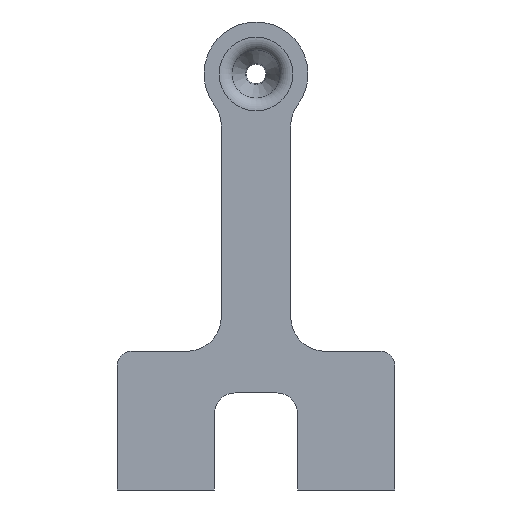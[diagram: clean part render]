
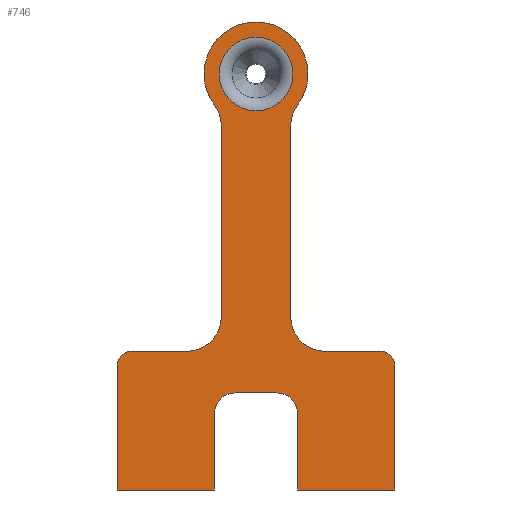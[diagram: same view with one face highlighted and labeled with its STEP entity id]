
A CAD part, front view. The second image highlights one B-rep face of the part: STEP entity #746.
In plain terms, the highlighted planar face has unit normal (0, -1, 0).
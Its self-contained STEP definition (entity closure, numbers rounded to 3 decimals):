
#22=FACE_BOUND('',#98,.T.);
#31=PLANE('',#815);
#53=FACE_OUTER_BOUND('',#97,.T.);
#97=EDGE_LOOP('',(#539,#540,#541,#542,#543,#544,#545,#546,#547,#548,#549,
#550,#551,#552,#553,#554,#555,#556,#557,#558));
#98=EDGE_LOOP('',(#559));
#145=LINE('',#1145,#211);
#158=LINE('',#1192,#224);
#160=LINE('',#1196,#226);
#161=LINE('',#1198,#227);
#162=LINE('',#1202,#228);
#163=LINE('',#1206,#229);
#164=LINE('',#1207,#230);
#165=LINE('',#1209,#231);
#166=LINE('',#1213,#232);
#167=LINE('',#1221,#233);
#168=LINE('',#1224,#234);
#211=VECTOR('',#900,10.);
#224=VECTOR('',#939,10.);
#226=VECTOR('',#943,10.);
#227=VECTOR('',#944,10.);
#228=VECTOR('',#947,10.);
#229=VECTOR('',#950,10.);
#230=VECTOR('',#951,10.);
#231=VECTOR('',#952,10.);
#232=VECTOR('',#955,10.);
#233=VECTOR('',#962,10.);
#234=VECTOR('',#965,10.);
#273=CIRCLE('',#799,2.);
#284=CIRCLE('',#813,2.);
#285=CIRCLE('',#816,3.);
#286=CIRCLE('',#817,3.);
#287=CIRCLE('',#818,5.);
#288=CIRCLE('',#819,5.);
#289=CIRCLE('',#820,7.5);
#290=CIRCLE('',#821,5.);
#291=CIRCLE('',#822,5.);
#292=CIRCLE('',#823,5.313);
#318=VERTEX_POINT('',#1132);
#319=VERTEX_POINT('',#1133);
#323=VERTEX_POINT('',#1143);
#342=VERTEX_POINT('',#1185);
#343=VERTEX_POINT('',#1187);
#344=VERTEX_POINT('',#1191);
#345=VERTEX_POINT('',#1195);
#346=VERTEX_POINT('',#1197);
#347=VERTEX_POINT('',#1199);
#348=VERTEX_POINT('',#1201);
#349=VERTEX_POINT('',#1203);
#350=VERTEX_POINT('',#1205);
#351=VERTEX_POINT('',#1208);
#352=VERTEX_POINT('',#1210);
#353=VERTEX_POINT('',#1212);
#354=VERTEX_POINT('',#1214);
#355=VERTEX_POINT('',#1216);
#356=VERTEX_POINT('',#1218);
#357=VERTEX_POINT('',#1220);
#358=VERTEX_POINT('',#1222);
#359=VERTEX_POINT('',#1225);
#391=EDGE_CURVE('',#318,#319,#273,.T.);
#397=EDGE_CURVE('',#323,#318,#145,.F.);
#418=EDGE_CURVE('',#342,#343,#284,.T.);
#420=EDGE_CURVE('',#343,#344,#158,.F.);
#422=EDGE_CURVE('',#345,#323,#160,.T.);
#423=EDGE_CURVE('',#345,#346,#161,.T.);
#424=EDGE_CURVE('',#347,#346,#285,.T.);
#425=EDGE_CURVE('',#347,#348,#162,.T.);
#426=EDGE_CURVE('',#349,#348,#286,.T.);
#427=EDGE_CURVE('',#349,#350,#163,.T.);
#428=EDGE_CURVE('',#344,#350,#164,.T.);
#429=EDGE_CURVE('',#351,#342,#165,.T.);
#430=EDGE_CURVE('',#352,#351,#287,.T.);
#431=EDGE_CURVE('',#353,#352,#166,.T.);
#432=EDGE_CURVE('',#354,#353,#288,.T.);
#433=EDGE_CURVE('',#355,#354,#289,.T.);
#434=EDGE_CURVE('',#356,#355,#290,.T.);
#435=EDGE_CURVE('',#357,#356,#167,.T.);
#436=EDGE_CURVE('',#358,#357,#291,.T.);
#437=EDGE_CURVE('',#319,#358,#168,.T.);
#438=EDGE_CURVE('',#359,#359,#292,.T.);
#539=ORIENTED_EDGE('',*,*,#391,.F.);
#540=ORIENTED_EDGE('',*,*,#397,.F.);
#541=ORIENTED_EDGE('',*,*,#422,.F.);
#542=ORIENTED_EDGE('',*,*,#423,.T.);
#543=ORIENTED_EDGE('',*,*,#424,.F.);
#544=ORIENTED_EDGE('',*,*,#425,.T.);
#545=ORIENTED_EDGE('',*,*,#426,.F.);
#546=ORIENTED_EDGE('',*,*,#427,.T.);
#547=ORIENTED_EDGE('',*,*,#428,.F.);
#548=ORIENTED_EDGE('',*,*,#420,.F.);
#549=ORIENTED_EDGE('',*,*,#418,.F.);
#550=ORIENTED_EDGE('',*,*,#429,.F.);
#551=ORIENTED_EDGE('',*,*,#430,.F.);
#552=ORIENTED_EDGE('',*,*,#431,.F.);
#553=ORIENTED_EDGE('',*,*,#432,.F.);
#554=ORIENTED_EDGE('',*,*,#433,.F.);
#555=ORIENTED_EDGE('',*,*,#434,.F.);
#556=ORIENTED_EDGE('',*,*,#435,.F.);
#557=ORIENTED_EDGE('',*,*,#436,.F.);
#558=ORIENTED_EDGE('',*,*,#437,.F.);
#559=ORIENTED_EDGE('',*,*,#438,.F.);
#746=ADVANCED_FACE('',(#53,#22),#31,.F.);
#799=AXIS2_PLACEMENT_3D('',#1134,#890,#891);
#813=AXIS2_PLACEMENT_3D('',#1188,#934,#935);
#815=AXIS2_PLACEMENT_3D('',#1194,#941,#942);
#816=AXIS2_PLACEMENT_3D('',#1200,#945,#946);
#817=AXIS2_PLACEMENT_3D('',#1204,#948,#949);
#818=AXIS2_PLACEMENT_3D('',#1211,#953,#954);
#819=AXIS2_PLACEMENT_3D('',#1215,#956,#957);
#820=AXIS2_PLACEMENT_3D('',#1217,#958,#959);
#821=AXIS2_PLACEMENT_3D('',#1219,#960,#961);
#822=AXIS2_PLACEMENT_3D('',#1223,#963,#964);
#823=AXIS2_PLACEMENT_3D('',#1226,#966,#967);
#890=DIRECTION('center_axis',(0.,1.,0.));
#891=DIRECTION('ref_axis',(-0.707,0.,0.707));
#900=DIRECTION('',(0.,0.,-1.));
#934=DIRECTION('center_axis',(0.,1.,0.));
#935=DIRECTION('ref_axis',(0.707,0.,0.707));
#939=DIRECTION('',(0.,0.,1.));
#941=DIRECTION('center_axis',(0.,1.,0.));
#942=DIRECTION('ref_axis',(1.,0.,0.));
#943=DIRECTION('',(-1.,0.,0.));
#944=DIRECTION('',(0.,0.,1.));
#945=DIRECTION('center_axis',(0.,-1.,0.));
#946=DIRECTION('ref_axis',(-0.707,0.,0.707));
#947=DIRECTION('',(1.,0.,0.));
#948=DIRECTION('center_axis',(0.,-1.,0.));
#949=DIRECTION('ref_axis',(0.707,0.,0.707));
#950=DIRECTION('',(0.,0.,-1.));
#951=DIRECTION('',(-1.,0.,0.));
#952=DIRECTION('',(1.,0.,0.));
#953=DIRECTION('center_axis',(0.,-1.,0.));
#954=DIRECTION('ref_axis',(-0.707,0.,-0.707));
#955=DIRECTION('',(0.,0.,-1.));
#956=DIRECTION('center_axis',(0.,-1.,0.));
#957=DIRECTION('ref_axis',(-0.949,0.,0.316));
#958=DIRECTION('center_axis',(0.,1.,0.));
#959=DIRECTION('ref_axis',(1.,0.,0.));
#960=DIRECTION('center_axis',(0.,-1.,0.));
#961=DIRECTION('ref_axis',(0.949,0.,0.316));
#962=DIRECTION('',(0.,0.,1.));
#963=DIRECTION('center_axis',(0.,-1.,0.));
#964=DIRECTION('ref_axis',(0.707,0.,-0.707));
#965=DIRECTION('',(1.,0.,0.));
#966=DIRECTION('center_axis',(0.,-1.,0.));
#967=DIRECTION('ref_axis',(1.,0.,0.));
#1132=CARTESIAN_POINT('',(-20.,0.,18.));
#1133=CARTESIAN_POINT('',(-18.,0.,20.));
#1134=CARTESIAN_POINT('Origin',(-18.,0.,18.));
#1143=CARTESIAN_POINT('',(-20.,0.,0.));
#1145=CARTESIAN_POINT('',(-20.,0.,16.875));
#1185=CARTESIAN_POINT('',(18.,0.,20.));
#1187=CARTESIAN_POINT('',(20.,0.,18.));
#1188=CARTESIAN_POINT('Origin',(18.,0.,18.));
#1191=CARTESIAN_POINT('',(20.,0.,0.));
#1192=CARTESIAN_POINT('',(20.,0.,26.875));
#1194=CARTESIAN_POINT('Origin',(0.,0.,33.75));
#1195=CARTESIAN_POINT('',(-6.,0.,0.));
#1196=CARTESIAN_POINT('',(23.5,0.,0.));
#1197=CARTESIAN_POINT('',(-6.,0.,11.));
#1198=CARTESIAN_POINT('',(-6.,0.,16.875));
#1199=CARTESIAN_POINT('',(-3.,0.,14.));
#1200=CARTESIAN_POINT('Origin',(-3.,0.,11.));
#1201=CARTESIAN_POINT('',(3.,0.,14.));
#1202=CARTESIAN_POINT('',(0.,0.,14.));
#1203=CARTESIAN_POINT('',(6.,0.,11.));
#1204=CARTESIAN_POINT('Origin',(3.,0.,11.));
#1205=CARTESIAN_POINT('',(6.,0.,0.));
#1206=CARTESIAN_POINT('',(6.,0.,16.875));
#1207=CARTESIAN_POINT('',(23.5,0.,0.));
#1208=CARTESIAN_POINT('',(10.,0.,20.));
#1209=CARTESIAN_POINT('',(-23.5,0.,20.));
#1210=CARTESIAN_POINT('',(5.,0.,25.));
#1211=CARTESIAN_POINT('Origin',(10.,0.,25.));
#1212=CARTESIAN_POINT('',(5.,0.,52.5));
#1213=CARTESIAN_POINT('',(5.,0.,54.41));
#1214=CARTESIAN_POINT('',(6.,0.,55.5));
#1215=CARTESIAN_POINT('Origin',(10.,0.,52.5));
#1216=CARTESIAN_POINT('',(-6.,0.,55.5));
#1217=CARTESIAN_POINT('Origin',(0.,0.,60.));
#1218=CARTESIAN_POINT('',(-5.,0.,52.5));
#1219=CARTESIAN_POINT('Origin',(-10.,0.,52.5));
#1220=CARTESIAN_POINT('',(-5.,0.,25.));
#1221=CARTESIAN_POINT('',(-5.,0.,20.));
#1222=CARTESIAN_POINT('',(-10.,0.,20.));
#1223=CARTESIAN_POINT('Origin',(-10.,0.,25.));
#1224=CARTESIAN_POINT('',(-23.5,0.,20.));
#1225=CARTESIAN_POINT('',(0.,0.,54.687));
#1226=CARTESIAN_POINT('Origin',(0.,0.,60.));
